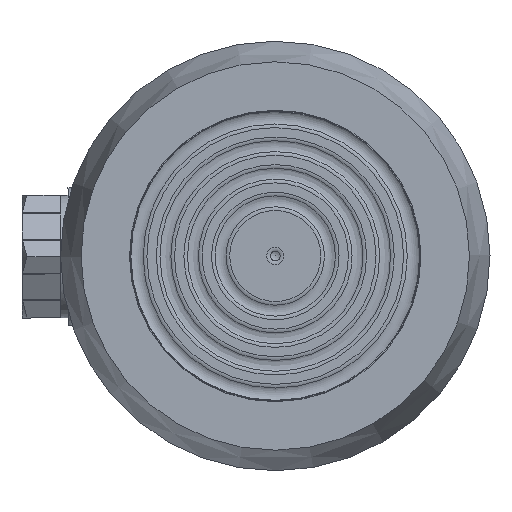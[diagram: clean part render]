
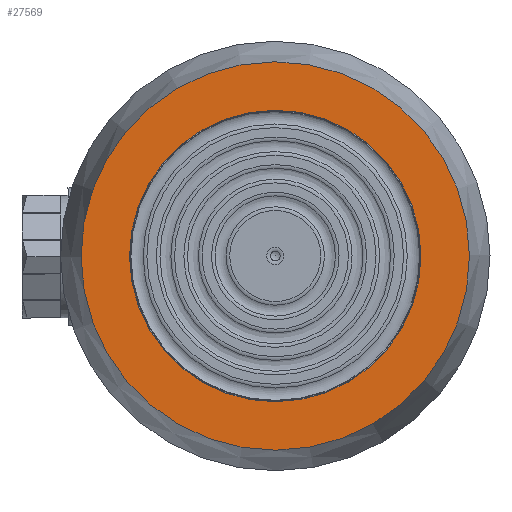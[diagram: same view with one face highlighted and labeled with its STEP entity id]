
A CAD part, left-side view. The second image highlights one B-rep face of the part: STEP entity #27569.
In plain terms, the highlighted planar face has unit normal (-1, 0, 0).
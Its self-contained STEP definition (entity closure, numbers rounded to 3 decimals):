
#551=FACE_BOUND('',#4893,.T.);
#1750=PLANE('',#29192);
#3266=FACE_OUTER_BOUND('',#4892,.T.);
#4892=EDGE_LOOP('',(#25678));
#4893=EDGE_LOOP('',(#25679));
#5487=CIRCLE('',#29184,19.);
#5492=CIRCLE('',#29193,25.321);
#13474=VERTEX_POINT('',#70978);
#13477=VERTEX_POINT('',#70991);
#17551=EDGE_CURVE('',#13474,#13474,#5487,.T.);
#17557=EDGE_CURVE('',#13477,#13477,#5492,.T.);
#25678=ORIENTED_EDGE('',*,*,#17557,.F.);
#25679=ORIENTED_EDGE('',*,*,#17551,.T.);
#27569=ADVANCED_FACE('',(#3266,#551),#1750,.T.);
#29184=AXIS2_PLACEMENT_3D('',#70979,#34157,#34158);
#29192=AXIS2_PLACEMENT_3D('',#70990,#34174,#34175);
#29193=AXIS2_PLACEMENT_3D('',#70992,#34176,#34177);
#34157=DIRECTION('center_axis',(1.,0.,0.));
#34158=DIRECTION('ref_axis',(0.,1.,0.));
#34174=DIRECTION('center_axis',(-1.,0.,0.));
#34175=DIRECTION('ref_axis',(0.,0.,1.));
#34176=DIRECTION('center_axis',(1.,0.,0.));
#34177=DIRECTION('ref_axis',(0.,0.,-1.));
#70978=CARTESIAN_POINT('',(-37.,-19.,0.));
#70979=CARTESIAN_POINT('Origin',(-37.,0.,0.));
#70990=CARTESIAN_POINT('Origin',(-37.,25.321,0.));
#70991=CARTESIAN_POINT('',(-37.,-25.321,0.));
#70992=CARTESIAN_POINT('Origin',(-37.,0.,0.));
